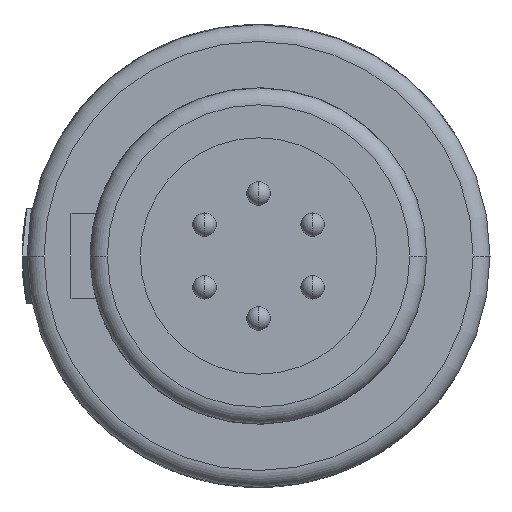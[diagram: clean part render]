
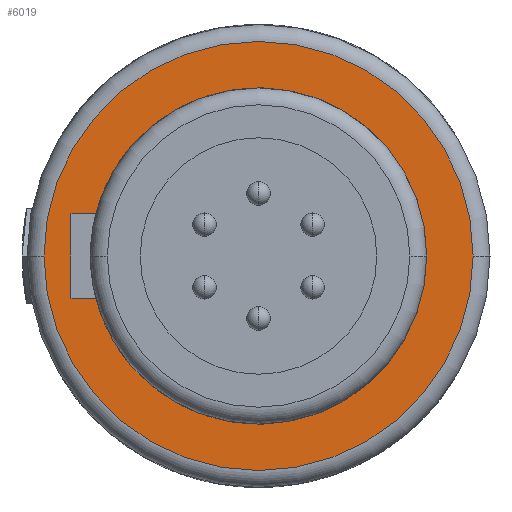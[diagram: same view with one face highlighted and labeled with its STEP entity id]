
A CAD part, left-side view. The second image highlights one B-rep face of the part: STEP entity #6019.
In plain terms, the highlighted planar face has unit normal (-1, 0, 0).
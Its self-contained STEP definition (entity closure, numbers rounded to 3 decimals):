
#1890=CARTESIAN_POINT('',(-6.7,0.,0.));
#1891=DIRECTION('',(-1.,0.,0.));
#1892=DIRECTION('',(0.,-1.,0.));
#1893=AXIS2_PLACEMENT_3D('',#1890,#1891,#1892);
#1895=CARTESIAN_POINT('',(-6.7,0.,0.));
#1896=DIRECTION('',(-1.,0.,0.));
#1897=DIRECTION('',(0.,1.,0.));
#1898=AXIS2_PLACEMENT_3D('',#1895,#1896,#1897);
#1900=DIRECTION('',(0.,1.,0.));
#1901=VECTOR('',#1900,0.735);
#1902=CARTESIAN_POINT('',(-6.7,4.815,-1.25));
#1903=LINE('',#1902,#1901);
#1904=DIRECTION('',(0.,1.,0.));
#1905=VECTOR('',#1904,0.735);
#1906=CARTESIAN_POINT('',(-6.7,4.815,1.25));
#1907=LINE('',#1906,#1905);
#1908=DIRECTION('',(0.,0.,1.));
#1909=VECTOR('',#1908,2.5);
#1910=CARTESIAN_POINT('',(-6.7,5.55,-1.25));
#1911=LINE('',#1910,#1909);
#1941=CARTESIAN_POINT('',(-6.7,0.,0.));
#1942=DIRECTION('',(1.,0.,0.));
#1943=DIRECTION('',(0.,0.968,0.251));
#1944=AXIS2_PLACEMENT_3D('',#1941,#1942,#1943);
#1978=CARTESIAN_POINT('',(-6.7,0.,0.));
#1979=DIRECTION('',(-1.,0.,0.));
#1980=DIRECTION('',(0.,0.968,-0.251));
#1981=AXIS2_PLACEMENT_3D('',#1978,#1979,#1980);
#3079=CARTESIAN_POINT('',(-6.7,-6.35,0.));
#3080=CARTESIAN_POINT('',(-6.7,6.35,0.));
#3081=VERTEX_POINT('',#3079);
#3082=VERTEX_POINT('',#3080);
#3095=CARTESIAN_POINT('',(-6.7,-4.975,0.));
#3096=VERTEX_POINT('',#3095);
#3441=CARTESIAN_POINT('',(-6.7,5.55,-1.25));
#3442=VERTEX_POINT('',#3441);
#3445=CARTESIAN_POINT('',(-6.7,5.55,1.25));
#3446=VERTEX_POINT('',#3445);
#3554=CARTESIAN_POINT('',(-6.7,4.815,-1.25));
#3555=VERTEX_POINT('',#3554);
#3556=CARTESIAN_POINT('',(-6.7,4.815,1.25));
#3557=VERTEX_POINT('',#3556);
#5997=CARTESIAN_POINT('',(-6.7,0.,0.));
#5998=DIRECTION('',(1.,0.,0.));
#5999=DIRECTION('',(0.,-1.,0.));
#6000=AXIS2_PLACEMENT_3D('',#5997,#5998,#5999);
#6001=PLANE('',#6000);
#6003=ORIENTED_EDGE('',*,*,#6002,.F.);
#6004=ORIENTED_EDGE('',*,*,#5980,.F.);
#6005=EDGE_LOOP('',(#6003,#6004));
#6006=FACE_OUTER_BOUND('',#6005,.F.);
#6008=ORIENTED_EDGE('',*,*,#6007,.F.);
#6010=ORIENTED_EDGE('',*,*,#6009,.T.);
#6012=ORIENTED_EDGE('',*,*,#6011,.F.);
#6014=ORIENTED_EDGE('',*,*,#6013,.T.);
#6016=ORIENTED_EDGE('',*,*,#6015,.F.);
#6017=EDGE_LOOP('',(#6008,#6010,#6012,#6014,#6016));
#6018=FACE_BOUND('',#6017,.F.);
#1894=CIRCLE('',#1893,6.35);
#1899=CIRCLE('',#1898,6.35);
#1945=CIRCLE('',#1944,4.975);
#1982=CIRCLE('',#1981,4.975);
#5980=EDGE_CURVE('',#3082,#3081,#1899,.T.);
#6002=EDGE_CURVE('',#3081,#3082,#1894,.T.);
#6007=EDGE_CURVE('',#3555,#3442,#1903,.T.);
#6009=EDGE_CURVE('',#3555,#3096,#1982,.T.);
#6011=EDGE_CURVE('',#3557,#3096,#1945,.T.);
#6013=EDGE_CURVE('',#3557,#3446,#1907,.T.);
#6015=EDGE_CURVE('',#3442,#3446,#1911,.T.);
#6019=ADVANCED_FACE('',(#6006,#6018),#6001,.F.);
